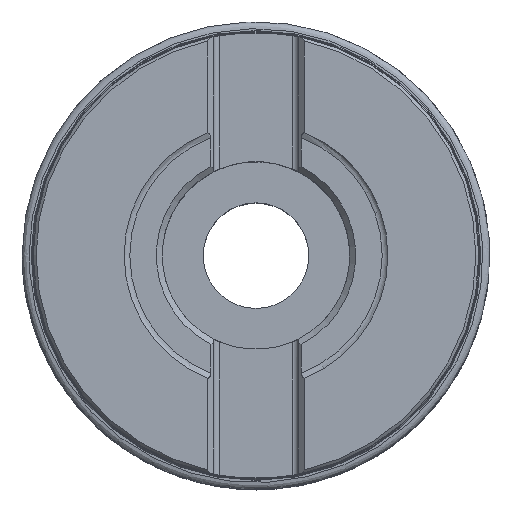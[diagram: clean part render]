
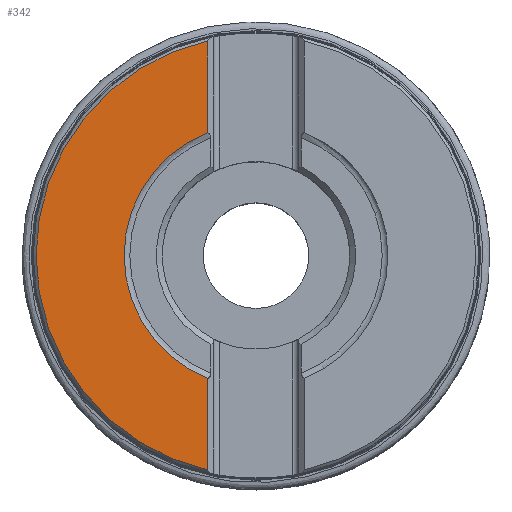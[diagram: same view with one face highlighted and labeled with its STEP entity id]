
A CAD part, top view. The second image highlights one B-rep face of the part: STEP entity #342.
In plain terms, the highlighted planar face has unit normal (0, 0, 1).
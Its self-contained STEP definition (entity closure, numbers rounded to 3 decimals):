
#122=FACE_OUTER_BOUND('',#646,.T.);
#183=LINE('',#2481,#211);
#184=LINE('',#2485,#212);
#211=VECTOR('',#2014,1.);
#212=VECTOR('',#2017,1.);
#242=PLANE('',#1657);
#342=ADVANCED_FACE('',(#122),#242,.T.);
#646=EDGE_LOOP('',(#789,#790,#791,#792));
#789=ORIENTED_EDGE('',*,*,#1094,.T.);
#790=ORIENTED_EDGE('',*,*,#1095,.F.);
#791=ORIENTED_EDGE('',*,*,#1096,.F.);
#792=ORIENTED_EDGE('',*,*,#1097,.F.);
#995=VERTEX_POINT('',#2479);
#996=VERTEX_POINT('',#2480);
#997=VERTEX_POINT('',#2482);
#998=VERTEX_POINT('',#2484);
#1094=EDGE_CURVE('',#995,#996,#1245,.T.);
#1095=EDGE_CURVE('',#997,#996,#183,.T.);
#1096=EDGE_CURVE('',#998,#997,#1246,.T.);
#1097=EDGE_CURVE('',#995,#998,#184,.T.);
#1245=CIRCLE('',#1655,37.5);
#1246=CIRCLE('',#1656,22.5);
#1655=AXIS2_PLACEMENT_3D('',#2478,#2012,#2013);
#1656=AXIS2_PLACEMENT_3D('',#2483,#2015,#2016);
#1657=AXIS2_PLACEMENT_3D('',#2486,#2018,#2019);
#2012=DIRECTION('',(0.,0.,1.));
#2013=DIRECTION('',(-1.,0.,0.));
#2014=DIRECTION('',(0.,-1.,0.));
#2015=DIRECTION('',(0.,0.,1.));
#2016=DIRECTION('',(-1.,0.,0.));
#2017=DIRECTION('',(0.,-1.,0.));
#2018=DIRECTION('',(0.,0.,1.));
#2019=DIRECTION('',(-1.,0.,0.));
#2478=CARTESIAN_POINT('',(0.,0.,0.));
#2479=CARTESIAN_POINT('',(-8.228,36.586,0.));
#2480=CARTESIAN_POINT('',(-8.228,-36.586,0.));
#2481=CARTESIAN_POINT('',(-8.228,59.25,0.));
#2482=CARTESIAN_POINT('',(-8.228,-20.942,0.));
#2483=CARTESIAN_POINT('',(0.,0.,0.));
#2484=CARTESIAN_POINT('',(-8.228,20.942,0.));
#2485=CARTESIAN_POINT('',(-8.228,59.25,0.));
#2486=CARTESIAN_POINT('',(0.,0.,0.));
